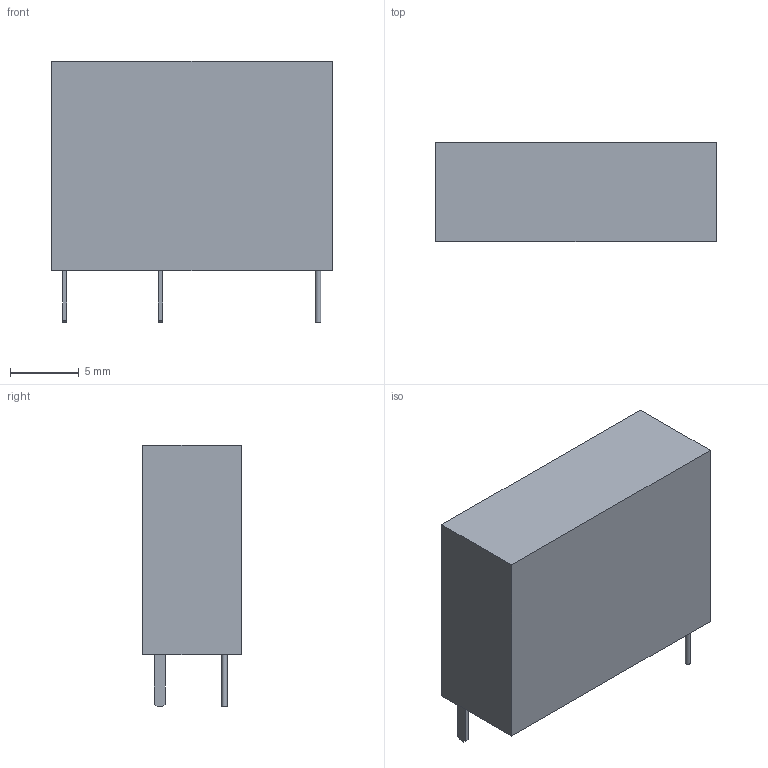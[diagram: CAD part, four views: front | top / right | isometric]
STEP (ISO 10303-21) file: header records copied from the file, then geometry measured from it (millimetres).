
FILE_DESCRIPTION(/* description */ (''),/* implementation_level */ '2;1');
FILE_NAME(/* name */ 'HU1-5-S1.stp',/* time_stamp */ '2020-10-07T09:20:47-03:00',/* author */ ('laguerre'),/* organization */ (''),/* preprocessor_version */ 'ST-DEVELOPER v17',/* originating_system */ 'Autodesk Inventor 2018',/* authorisation */ '');
FILE_SCHEMA (('AUTOMOTIVE_DESIGN { 1 0 10303 214 3 1 1 }'));
Length unit declared in the file: millimetre
Products named in the file (1): HU1-5-S1
Bounding box: 20.5 x 7.21 x 19.1 mm (x, y, z)
Volume: 2261.3 mm3; surface area: 1171 mm2
Topology: 1 solids, 1 shells, 469 faces, 1269 edges, 846 vertices
Faces by surface type: plane 272, bspline 195, cylinder 2
Full cylindrical faces by diameter (mm): 0.4 x2
Entity records: 16280 total; most frequent: CARTESIAN_POINT 5702, ORIENTED_EDGE 2538, DIRECTION 1433, EDGE_CURVE 1269, LINE 875, VECTOR 875, VERTEX_POINT 846, EDGE_LOOP 513
